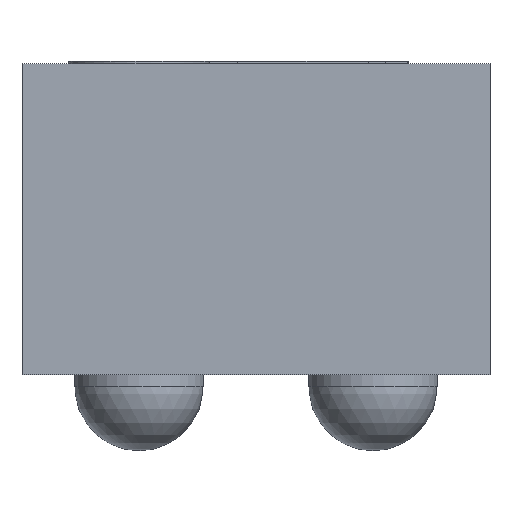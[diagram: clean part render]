
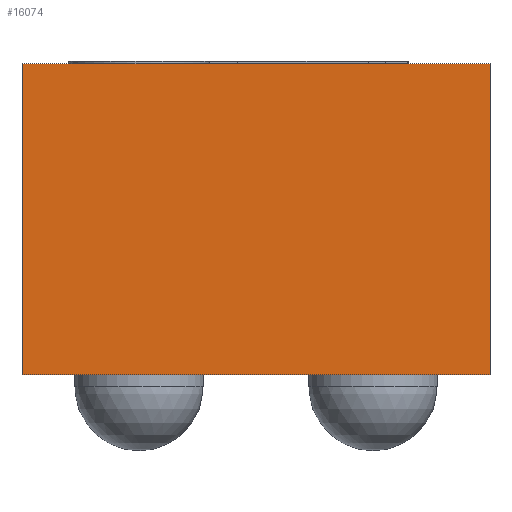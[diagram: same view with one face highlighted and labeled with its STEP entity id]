
A CAD part, front view. The second image highlights one B-rep face of the part: STEP entity #16074.
In plain terms, the highlighted planar face has unit normal (0, -1, 0).
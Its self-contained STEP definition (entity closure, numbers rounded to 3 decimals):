
#16049 = VERTEX_POINT('',#16050);
#16050 = CARTESIAN_POINT('',(0.5,-0.75,0.665));
#16056 = EDGE_CURVE('',#16057,#16049,#16059,.T.);
#16057 = VERTEX_POINT('',#16058);
#16058 = CARTESIAN_POINT('',(0.5,-0.75,0.));
#16059 = LINE('',#16060,#16061);
#16060 = CARTESIAN_POINT('',(0.5,-0.75,0.));
#16061 = VECTOR('',#16062,1.);
#16062 = DIRECTION('',(0.,0.,1.));
#16074 = ADVANCED_FACE('',(#16075),#16100,.T.);
#16075 = FACE_BOUND('',#16076,.T.);
#16076 = EDGE_LOOP('',(#16077,#16078,#16086,#16094));
#16077 = ORIENTED_EDGE('',*,*,#16056,.T.);
#16078 = ORIENTED_EDGE('',*,*,#16079,.T.);
#16079 = EDGE_CURVE('',#16049,#16080,#16082,.T.);
#16080 = VERTEX_POINT('',#16081);
#16081 = CARTESIAN_POINT('',(-0.5,-0.75,0.665));
#16082 = LINE('',#16083,#16084);
#16083 = CARTESIAN_POINT('',(0.5,-0.75,0.665));
#16084 = VECTOR('',#16085,1.);
#16085 = DIRECTION('',(-1.,0.,0.));
#16086 = ORIENTED_EDGE('',*,*,#16087,.F.);
#16087 = EDGE_CURVE('',#16088,#16080,#16090,.T.);
#16088 = VERTEX_POINT('',#16089);
#16089 = CARTESIAN_POINT('',(-0.5,-0.75,0.));
#16090 = LINE('',#16091,#16092);
#16091 = CARTESIAN_POINT('',(-0.5,-0.75,0.));
#16092 = VECTOR('',#16093,1.);
#16093 = DIRECTION('',(0.,0.,1.));
#16094 = ORIENTED_EDGE('',*,*,#16095,.F.);
#16095 = EDGE_CURVE('',#16057,#16088,#16096,.T.);
#16096 = LINE('',#16097,#16098);
#16097 = CARTESIAN_POINT('',(0.5,-0.75,0.));
#16098 = VECTOR('',#16099,1.);
#16099 = DIRECTION('',(-1.,0.,0.));
#16100 = PLANE('',#16101);
#16101 = AXIS2_PLACEMENT_3D('',#16102,#16103,#16104);
#16102 = CARTESIAN_POINT('',(0.5,-0.75,0.));
#16103 = DIRECTION('',(0.,-1.,0.));
#16104 = DIRECTION('',(-1.,0.,0.));
